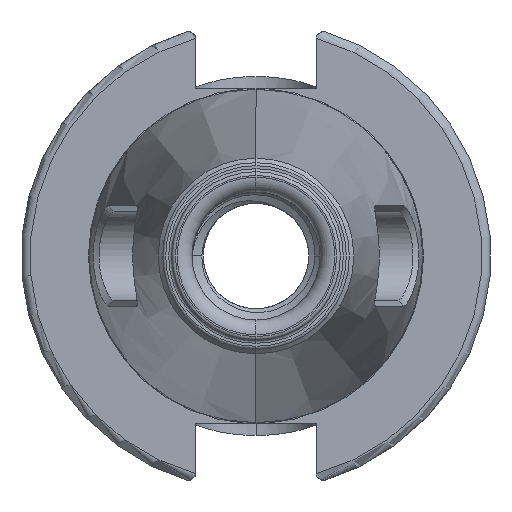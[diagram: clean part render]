
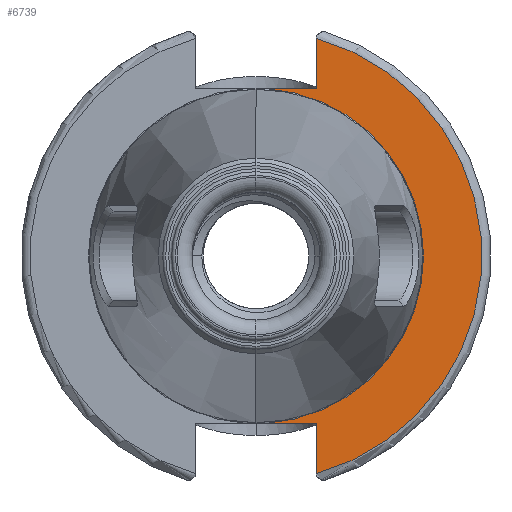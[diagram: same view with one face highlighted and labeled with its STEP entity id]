
A CAD part, left-side view. The second image highlights one B-rep face of the part: STEP entity #6739.
In plain terms, the highlighted planar face has unit normal (-1, 0, 0).
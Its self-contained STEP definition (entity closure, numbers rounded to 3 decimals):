
#81 = VERTEX_POINT ( 'NONE', #6636 ) ;
#107 = VERTEX_POINT ( 'NONE', #6662 ) ;
#564 = CARTESIAN_POINT ( 'NONE',  ( -5., -8.075, -22.35 ) ) ;
#566 = CARTESIAN_POINT ( 'NONE',  ( -5., -8.075, -29.1 ) ) ;
#567 = CARTESIAN_POINT ( 'NONE',  ( -5., -8.075, 29.1 ) ) ;
#568 = CARTESIAN_POINT ( 'NONE',  ( -5., -8.075, 22.35 ) ) ;
#769 = AXIS2_PLACEMENT_3D ( 'NONE', #7556, #7557, #7558 ) ;
#770 = FACE_OUTER_BOUND ( 'NONE', #1848, .T. ) ;
#1116 = EDGE_CURVE ( 'NONE', #8842, #8844, #4668, .T. ) ;
#1117 = EDGE_CURVE ( 'NONE', #8842, #81, #4671, .T. ) ;
#1118 = EDGE_CURVE ( 'NONE', #8844, #8845, #1313, .T. ) ;
#1119 = EDGE_CURVE ( 'NONE', #8846, #8845, #4677, .T. ) ;
#1120 = EDGE_CURVE ( 'NONE', #107, #8846, #4680, .T. ) ;
#1313 = CIRCLE ( 'NONE', #2398, 30.2 ) ;
#1430 = CIRCLE ( 'NONE', #3570, 22.398 ) ;
#1848 = EDGE_LOOP ( 'NONE', ( #5809, #5807, #5808, #5806, #5805, #5804 ) ) ;
#2393 = VECTOR ( 'NONE', #4682, 1000. ) ;
#2395 = VECTOR ( 'NONE', #4679, 1000. ) ;
#2397 = VECTOR ( 'NONE', #4673, 1000. ) ;
#2398 = AXIS2_PLACEMENT_3D ( 'NONE', #4667, #4674, #4675 ) ;
#2399 = VECTOR ( 'NONE', #4670, 1000. ) ;
#3570 = AXIS2_PLACEMENT_3D ( 'NONE', #3690, #3691, #3692 ) ;
#3690 = CARTESIAN_POINT ( 'NONE',  ( -5., 0., 0. ) ) ;
#3691 = DIRECTION ( 'NONE',  ( -1., 0., 0. ) ) ;
#3692 = DIRECTION ( 'NONE',  ( 0., 0., 1. ) ) ;
#4667 = CARTESIAN_POINT ( 'NONE',  ( -5., 0., 0. ) ) ;
#4668 = LINE ( 'NONE', #4669, #2399 ) ;
#4669 = CARTESIAN_POINT ( 'NONE',  ( -5., -8.075, 0. ) ) ;
#4670 = DIRECTION ( 'NONE',  ( 0., 0., -1. ) ) ;
#4671 = LINE ( 'NONE', #4672, #2397 ) ;
#4672 = CARTESIAN_POINT ( 'NONE',  ( -5., 22.398, -22.35 ) ) ;
#4673 = DIRECTION ( 'NONE',  ( 0., 1., 0. ) ) ;
#4674 = DIRECTION ( 'NONE',  ( -1., 0., 0. ) ) ;
#4675 = DIRECTION ( 'NONE',  ( 0., 0., 1. ) ) ;
#4677 = LINE ( 'NONE', #4678, #2395 ) ;
#4678 = CARTESIAN_POINT ( 'NONE',  ( -5., -8.075, 0. ) ) ;
#4679 = DIRECTION ( 'NONE',  ( 0., 0., 1. ) ) ;
#4680 = LINE ( 'NONE', #4681, #2393 ) ;
#4681 = CARTESIAN_POINT ( 'NONE',  ( -5., 22.398, 22.35 ) ) ;
#4682 = DIRECTION ( 'NONE',  ( 0., -1., 0. ) ) ;
#5804 = ORIENTED_EDGE ( 'NONE', *, *, #7866, .F. ) ;
#5805 = ORIENTED_EDGE ( 'NONE', *, *, #1120, .F. ) ;
#5806 = ORIENTED_EDGE ( 'NONE', *, *, #1119, .F. ) ;
#5807 = ORIENTED_EDGE ( 'NONE', *, *, #1116, .T. ) ;
#5808 = ORIENTED_EDGE ( 'NONE', *, *, #1118, .T. ) ;
#5809 = ORIENTED_EDGE ( 'NONE', *, *, #1117, .F. ) ;
#6636 = CARTESIAN_POINT ( 'NONE',  ( -5., -1.464, -22.35 ) ) ;
#6662 = CARTESIAN_POINT ( 'NONE',  ( -5., -1.464, 22.35 ) ) ;
#6739 = ADVANCED_FACE ( 'NONE', ( #770 ), #7555, .F. ) ;
#7555 = PLANE ( 'NONE',  #769 ) ;
#7556 = CARTESIAN_POINT ( 'NONE',  ( -5., 22.398, 0. ) ) ;
#7557 = DIRECTION ( 'NONE',  ( 1., 0., 0. ) ) ;
#7558 = DIRECTION ( 'NONE',  ( 0., 0., -1. ) ) ;
#7866 = EDGE_CURVE ( 'NONE', #81, #107, #1430, .T. ) ;
#8842 = VERTEX_POINT ( 'NONE', #564 ) ;
#8844 = VERTEX_POINT ( 'NONE', #566 ) ;
#8845 = VERTEX_POINT ( 'NONE', #567 ) ;
#8846 = VERTEX_POINT ( 'NONE', #568 ) ;
